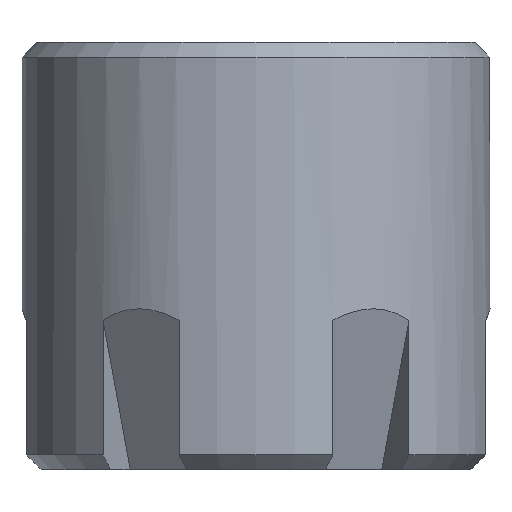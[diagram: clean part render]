
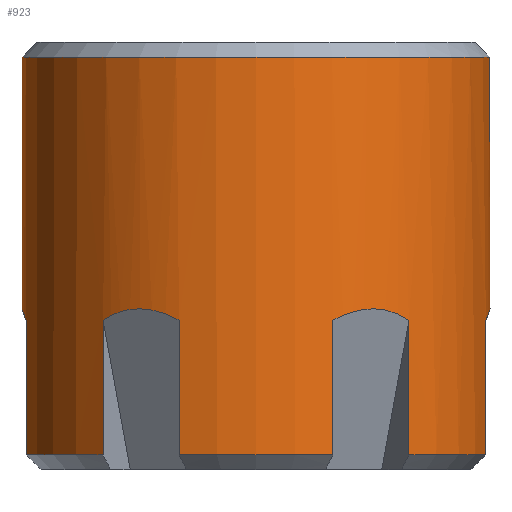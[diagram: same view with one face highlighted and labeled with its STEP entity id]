
A CAD part, left-side view. The second image highlights one B-rep face of the part: STEP entity #923.
In plain terms, the highlighted cylindrical face has radius 8 mm (diameter 16 mm), a full revolution.
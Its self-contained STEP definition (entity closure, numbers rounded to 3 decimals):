
#20=ELLIPSE('',#994,23.39,8.);
#21=ELLIPSE('',#996,23.39,8.);
#22=ELLIPSE('',#997,23.39,8.);
#23=ELLIPSE('',#998,23.39,8.);
#24=ELLIPSE('',#1000,23.39,8.);
#25=ELLIPSE('',#1002,23.39,8.);
#27=LINE('',#1280,#69);
#30=LINE('',#1289,#72);
#33=LINE('',#1304,#75);
#36=LINE('',#1321,#78);
#39=LINE('',#1334,#81);
#41=LINE('',#1348,#83);
#42=LINE('',#1352,#84);
#43=LINE('',#1357,#85);
#44=LINE('',#1360,#86);
#45=LINE('',#1364,#87);
#46=LINE('',#1368,#88);
#47=LINE('',#1373,#89);
#69=VECTOR('',#1072,1000.);
#72=VECTOR('',#1079,1000.);
#75=VECTOR('',#1094,1000.);
#78=VECTOR('',#1111,1000.);
#81=VECTOR('',#1124,1000.);
#83=VECTOR('',#1138,1000.);
#84=VECTOR('',#1141,1000.);
#85=VECTOR('',#1146,1000.);
#86=VECTOR('',#1149,1000.);
#87=VECTOR('',#1154,1000.);
#88=VECTOR('',#1157,1000.);
#89=VECTOR('',#1162,1000.);
#190=ORIENTED_EDGE('',*,*,#356,.T.);
#191=ORIENTED_EDGE('',*,*,#357,.T.);
#192=ORIENTED_EDGE('',*,*,#358,.T.);
#193=ORIENTED_EDGE('',*,*,#359,.F.);
#194=ORIENTED_EDGE('',*,*,#360,.F.);
#195=ORIENTED_EDGE('',*,*,#361,.T.);
#196=ORIENTED_EDGE('',*,*,#328,.T.);
#197=ORIENTED_EDGE('',*,*,#362,.F.);
#198=ORIENTED_EDGE('',*,*,#363,.F.);
#199=ORIENTED_EDGE('',*,*,#336,.T.);
#200=ORIENTED_EDGE('',*,*,#332,.T.);
#201=ORIENTED_EDGE('',*,*,#364,.F.);
#202=ORIENTED_EDGE('',*,*,#365,.F.);
#203=ORIENTED_EDGE('',*,*,#343,.T.);
#204=ORIENTED_EDGE('',*,*,#339,.T.);
#205=ORIENTED_EDGE('',*,*,#366,.F.);
#206=ORIENTED_EDGE('',*,*,#347,.F.);
#207=ORIENTED_EDGE('',*,*,#367,.T.);
#208=ORIENTED_EDGE('',*,*,#368,.T.);
#209=ORIENTED_EDGE('',*,*,#369,.F.);
#210=ORIENTED_EDGE('',*,*,#370,.F.);
#211=ORIENTED_EDGE('',*,*,#371,.T.);
#212=ORIENTED_EDGE('',*,*,#352,.T.);
#213=ORIENTED_EDGE('',*,*,#372,.F.);
#214=ORIENTED_EDGE('',*,*,#373,.F.);
#328=EDGE_CURVE('',#416,#414,#27,.T.);
#332=EDGE_CURVE('',#420,#418,#30,.T.);
#336=EDGE_CURVE('',#423,#420,#480,.T.);
#339=EDGE_CURVE('',#426,#424,#33,.T.);
#343=EDGE_CURVE('',#429,#426,#484,.T.);
#347=EDGE_CURVE('',#432,#433,#36,.T.);
#352=EDGE_CURVE('',#438,#436,#39,.T.);
#356=EDGE_CURVE('',#441,#441,#491,.T.);
#357=EDGE_CURVE('',#442,#443,#492,.T.);
#358=EDGE_CURVE('',#443,#444,#41,.T.);
#359=EDGE_CURVE('',#445,#444,#20,.T.);
#360=EDGE_CURVE('',#446,#445,#42,.T.);
#361=EDGE_CURVE('',#446,#416,#493,.T.);
#362=EDGE_CURVE('',#447,#414,#21,.T.);
#363=EDGE_CURVE('',#423,#447,#43,.T.);
#364=EDGE_CURVE('',#448,#418,#22,.T.);
#365=EDGE_CURVE('',#429,#448,#44,.T.);
#366=EDGE_CURVE('',#433,#424,#23,.T.);
#367=EDGE_CURVE('',#432,#449,#494,.T.);
#368=EDGE_CURVE('',#449,#450,#45,.T.);
#369=EDGE_CURVE('',#451,#450,#24,.T.);
#370=EDGE_CURVE('',#452,#451,#46,.T.);
#371=EDGE_CURVE('',#452,#438,#495,.T.);
#372=EDGE_CURVE('',#453,#436,#25,.T.);
#373=EDGE_CURVE('',#442,#453,#47,.T.);
#414=VERTEX_POINT('',#1278);
#416=VERTEX_POINT('',#1281);
#418=VERTEX_POINT('',#1287);
#420=VERTEX_POINT('',#1290);
#423=VERTEX_POINT('',#1298);
#424=VERTEX_POINT('',#1302);
#426=VERTEX_POINT('',#1305);
#429=VERTEX_POINT('',#1313);
#432=VERTEX_POINT('',#1320);
#433=VERTEX_POINT('',#1322);
#436=VERTEX_POINT('',#1332);
#438=VERTEX_POINT('',#1335);
#441=VERTEX_POINT('',#1343);
#442=VERTEX_POINT('',#1346);
#443=VERTEX_POINT('',#1347);
#444=VERTEX_POINT('',#1349);
#445=VERTEX_POINT('',#1351);
#446=VERTEX_POINT('',#1353);
#447=VERTEX_POINT('',#1356);
#448=VERTEX_POINT('',#1359);
#449=VERTEX_POINT('',#1363);
#450=VERTEX_POINT('',#1365);
#451=VERTEX_POINT('',#1367);
#452=VERTEX_POINT('',#1369);
#453=VERTEX_POINT('',#1372);
#480=CIRCLE('',#973,8.);
#484=CIRCLE('',#979,8.);
#491=CIRCLE('',#991,8.);
#492=CIRCLE('',#993,8.);
#493=CIRCLE('',#995,8.);
#494=CIRCLE('',#999,8.);
#495=CIRCLE('',#1001,8.);
#532=EDGE_LOOP('',(#190));
#533=EDGE_LOOP('',(#191,#192,#193,#194,#195,#196,#197,#198,#199,#200,#201,
#202,#203,#204,#205,#206,#207,#208,#209,#210,#211,#212,#213,#214));
#588=FACE_BOUND('',#532,.T.);
#589=FACE_BOUND('',#533,.T.);
#623=CYLINDRICAL_SURFACE('',#992,8.);
#923=ADVANCED_FACE('',(#588,#589),#623,.T.);
#973=AXIS2_PLACEMENT_3D('',#1297,#1087,#1088);
#979=AXIS2_PLACEMENT_3D('',#1312,#1102,#1103);
#991=AXIS2_PLACEMENT_3D('',#1342,#1132,#1133);
#992=AXIS2_PLACEMENT_3D('',#1344,#1134,#1135);
#993=AXIS2_PLACEMENT_3D('',#1345,#1136,#1137);
#994=AXIS2_PLACEMENT_3D('',#1350,#1139,#1140);
#995=AXIS2_PLACEMENT_3D('',#1354,#1142,#1143);
#996=AXIS2_PLACEMENT_3D('',#1355,#1144,#1145);
#997=AXIS2_PLACEMENT_3D('',#1358,#1147,#1148);
#998=AXIS2_PLACEMENT_3D('',#1361,#1150,#1151);
#999=AXIS2_PLACEMENT_3D('',#1362,#1152,#1153);
#1000=AXIS2_PLACEMENT_3D('',#1366,#1155,#1156);
#1001=AXIS2_PLACEMENT_3D('',#1370,#1158,#1159);
#1002=AXIS2_PLACEMENT_3D('',#1371,#1160,#1161);
#1072=DIRECTION('',(0.,0.,1.));
#1079=DIRECTION('',(0.,0.,1.));
#1087=DIRECTION('',(0.,0.,1.));
#1088=DIRECTION('',(1.,0.,0.));
#1094=DIRECTION('',(0.,0.,1.));
#1102=DIRECTION('',(0.,0.,1.));
#1103=DIRECTION('',(1.,0.,0.));
#1111=DIRECTION('',(0.,0.,1.));
#1124=DIRECTION('',(0.,0.,1.));
#1132=DIRECTION('',(0.,0.,-1.));
#1133=DIRECTION('',(-1.,0.,0.));
#1134=DIRECTION('',(0.,0.,-1.));
#1135=DIRECTION('',(1.,0.,0.));
#1136=DIRECTION('',(0.,0.,1.));
#1137=DIRECTION('',(1.,0.,0.));
#1138=DIRECTION('',(0.,0.,1.));
#1139=DIRECTION('',(-0.814,0.47,-0.342));
#1140=DIRECTION('',(-0.296,0.171,0.94));
#1141=DIRECTION('',(0.,0.,1.));
#1142=DIRECTION('',(0.,0.,1.));
#1143=DIRECTION('',(1.,0.,0.));
#1144=DIRECTION('',(-0.814,-0.47,-0.342));
#1145=DIRECTION('',(-0.296,-0.171,0.94));
#1146=DIRECTION('',(0.,0.,1.));
#1147=DIRECTION('',(0.,-0.94,-0.342));
#1148=DIRECTION('',(0.,-0.342,0.94));
#1149=DIRECTION('',(0.,0.,1.));
#1150=DIRECTION('',(0.814,-0.47,-0.342));
#1151=DIRECTION('',(0.296,-0.171,0.94));
#1152=DIRECTION('',(0.,0.,1.));
#1153=DIRECTION('',(1.,0.,0.));
#1154=DIRECTION('',(0.,0.,1.));
#1155=DIRECTION('',(0.814,0.47,-0.342));
#1156=DIRECTION('',(0.296,0.171,0.94));
#1157=DIRECTION('',(0.,0.,1.));
#1158=DIRECTION('',(0.,0.,1.));
#1159=DIRECTION('',(1.,0.,0.));
#1160=DIRECTION('',(0.,0.94,-0.342));
#1161=DIRECTION('',(0.,0.342,0.94));
#1162=DIRECTION('',(0.,0.,1.));
#1278=CARTESIAN_POINT('',(-7.555,-2.63,5.105));
#1280=CARTESIAN_POINT('',(-7.555,-2.63,14.6));
#1281=CARTESIAN_POINT('',(-7.555,-2.63,0.5));
#1287=CARTESIAN_POINT('',(-1.5,-7.858,5.105));
#1289=CARTESIAN_POINT('',(-1.5,-7.858,14.6));
#1290=CARTESIAN_POINT('',(-1.5,-7.858,0.5));
#1297=CARTESIAN_POINT('',(0.,0.,0.5));
#1298=CARTESIAN_POINT('',(-6.055,-5.228,0.5));
#1302=CARTESIAN_POINT('',(6.055,-5.228,5.105));
#1304=CARTESIAN_POINT('',(6.055,-5.228,14.6));
#1305=CARTESIAN_POINT('',(6.055,-5.228,0.5));
#1312=CARTESIAN_POINT('',(0.,0.,0.5));
#1313=CARTESIAN_POINT('',(1.5,-7.858,0.5));
#1320=CARTESIAN_POINT('',(7.555,-2.63,0.5));
#1321=CARTESIAN_POINT('',(7.555,-2.63,14.6));
#1322=CARTESIAN_POINT('',(7.555,-2.63,5.105));
#1332=CARTESIAN_POINT('',(1.5,7.858,5.105));
#1334=CARTESIAN_POINT('',(1.5,7.858,14.6));
#1335=CARTESIAN_POINT('',(1.5,7.858,0.5));
#1342=CARTESIAN_POINT('',(0.,0.,14.1));
#1343=CARTESIAN_POINT('',(-8.,0.,14.1));
#1344=CARTESIAN_POINT('',(0.,0.,14.6));
#1345=CARTESIAN_POINT('',(0.,0.,0.5));
#1346=CARTESIAN_POINT('',(-1.5,7.858,0.5));
#1347=CARTESIAN_POINT('',(-6.055,5.228,0.5));
#1348=CARTESIAN_POINT('',(-6.055,5.228,14.6));
#1349=CARTESIAN_POINT('',(-6.055,5.228,5.105));
#1350=CARTESIAN_POINT('',(0.,0.,-16.485));
#1351=CARTESIAN_POINT('',(-7.555,2.63,5.105));
#1352=CARTESIAN_POINT('',(-7.555,2.63,14.6));
#1353=CARTESIAN_POINT('',(-7.555,2.63,0.5));
#1354=CARTESIAN_POINT('',(0.,0.,0.5));
#1355=CARTESIAN_POINT('',(0.,0.,-16.485));
#1356=CARTESIAN_POINT('',(-6.055,-5.228,5.105));
#1357=CARTESIAN_POINT('',(-6.055,-5.228,14.6));
#1358=CARTESIAN_POINT('',(0.,0.,-16.485));
#1359=CARTESIAN_POINT('',(1.5,-7.858,5.105));
#1360=CARTESIAN_POINT('',(1.5,-7.858,14.6));
#1361=CARTESIAN_POINT('',(0.,0.,-16.485));
#1362=CARTESIAN_POINT('',(0.,0.,0.5));
#1363=CARTESIAN_POINT('',(7.555,2.63,0.5));
#1364=CARTESIAN_POINT('',(7.555,2.63,14.6));
#1365=CARTESIAN_POINT('',(7.555,2.63,5.105));
#1366=CARTESIAN_POINT('',(0.,0.,-16.485));
#1367=CARTESIAN_POINT('',(6.055,5.228,5.105));
#1368=CARTESIAN_POINT('',(6.055,5.228,14.6));
#1369=CARTESIAN_POINT('',(6.055,5.228,0.5));
#1370=CARTESIAN_POINT('',(0.,0.,0.5));
#1371=CARTESIAN_POINT('',(0.,0.,-16.485));
#1372=CARTESIAN_POINT('',(-1.5,7.858,5.105));
#1373=CARTESIAN_POINT('',(-1.5,7.858,14.6));
